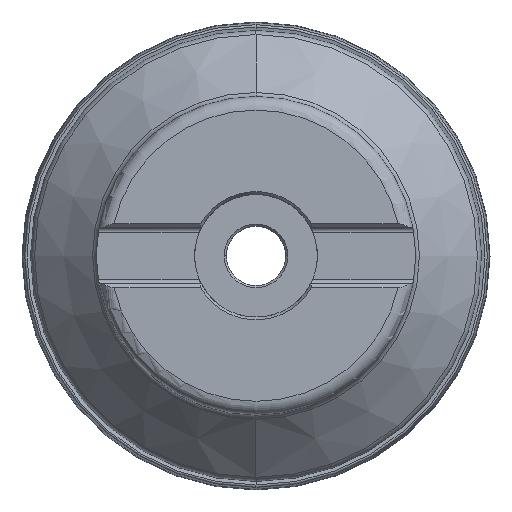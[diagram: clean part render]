
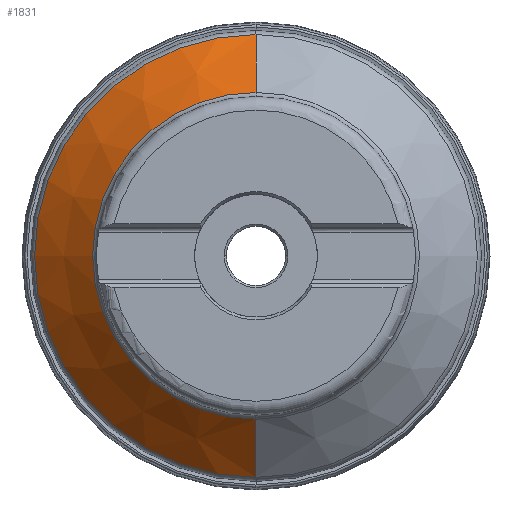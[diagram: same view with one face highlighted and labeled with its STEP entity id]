
A CAD part, top view. The second image highlights one B-rep face of the part: STEP entity #1831.
In plain terms, the highlighted conical face has half-angle 45.645 degrees and reference radius 42.277 mm.
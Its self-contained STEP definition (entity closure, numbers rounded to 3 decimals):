
#578=CARTESIAN_POINT('',(0.,0.,17.583));
#579=DIRECTION('',(0.,0.,-1.));
#580=DIRECTION('',(0.,1.,0.));
#581=AXIS2_PLACEMENT_3D('',#578,#579,#580);
#586=CARTESIAN_POINT('',(0.,0.,30.047));
#587=DIRECTION('',(0.,0.,1.));
#588=DIRECTION('',(0.,-1.,0.));
#589=AXIS2_PLACEMENT_3D('',#586,#587,#588);
#594=DIRECTION('',(0.,0.715,0.699));
#595=VECTOR('',#594,17.83);
#596=CARTESIAN_POINT('',(0.,35.903,
17.583));
#597=LINE('',#596,#595);
#609=DIRECTION('',(0.,-0.715,0.699));
#610=VECTOR('',#609,17.83);
#611=CARTESIAN_POINT('',(0.,-35.903,
17.583));
#612=LINE('',#611,#610);
#1430=CARTESIAN_POINT('',(0.,-35.903,17.583));
#1431=CARTESIAN_POINT('',(0.,35.903,17.583));
#1432=VERTEX_POINT('',#1430);
#1433=VERTEX_POINT('',#1431);
#1434=CARTESIAN_POINT('',(0.,48.651,
30.047));
#1435=VERTEX_POINT('',#1434);
#1436=CARTESIAN_POINT('',(0.,-48.651,
30.047));
#1437=VERTEX_POINT('',#1436);
#1817=CARTESIAN_POINT('',(0.,0.,23.815));
#1818=DIRECTION('',(0.,0.,1.));
#1819=DIRECTION('',(0.,1.,0.));
#1820=AXIS2_PLACEMENT_3D('',#1817,#1818,#1819);
#1821=CONICAL_SURFACE('',#1820,42.277,45.645);
#1823=ORIENTED_EDGE('',*,*,#1822,.F.);
#1824=ORIENTED_EDGE('',*,*,#1807,.T.);
#1826=ORIENTED_EDGE('',*,*,#1825,.T.);
#1828=ORIENTED_EDGE('',*,*,#1827,.T.);
#1829=EDGE_LOOP('',(#1823,#1824,#1826,#1828));
#1830=FACE_OUTER_BOUND('',#1829,.F.);
#1831=ADVANCED_FACE('',(#1830),#1821,.T.);
#582=CIRCLE('',#581,35.903);
#590=CIRCLE('',#589,48.651);
#1807=EDGE_CURVE('',#1433,#1432,#582,.T.);
#1822=EDGE_CURVE('',#1433,#1435,#597,.T.);
#1825=EDGE_CURVE('',#1432,#1437,#612,.T.);
#1827=EDGE_CURVE('',#1437,#1435,#590,.T.);
